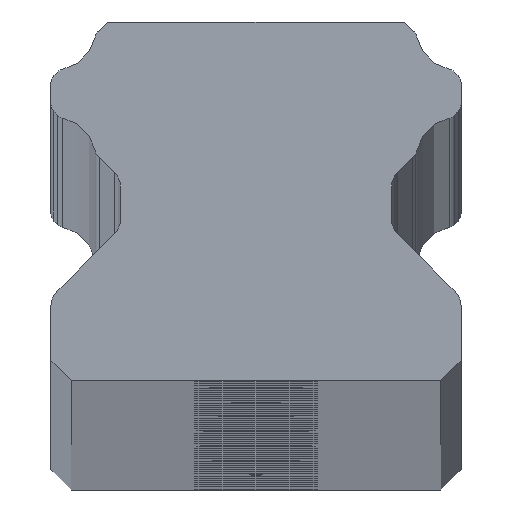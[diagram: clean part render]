
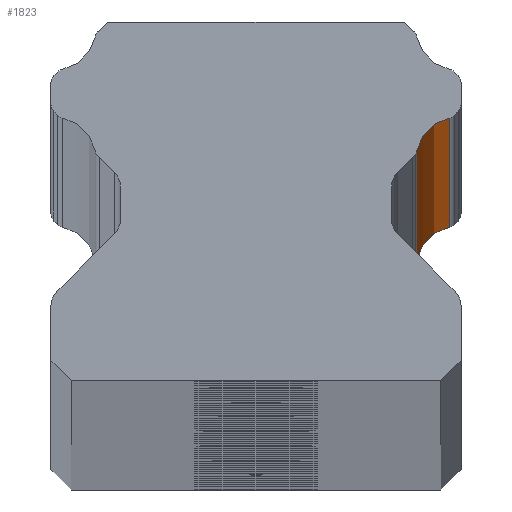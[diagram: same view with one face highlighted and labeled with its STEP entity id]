
A CAD part, top view. The second image highlights one B-rep face of the part: STEP entity #1823.
In plain terms, the highlighted cylindrical face has radius 2 mm (diameter 4 mm), a partial arc.
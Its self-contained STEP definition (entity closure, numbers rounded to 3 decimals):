
#16 = EDGE_LOOP ( 'NONE', ( #3707, #3033, #9269, #5887 ) ) ;
#114 = VERTEX_POINT ( 'NONE', #2260 ) ;
#733 = LINE ( 'NONE', #4332, #2217 ) ;
#1002 = VERTEX_POINT ( 'NONE', #4421 ) ;
#1063 = CYLINDRICAL_SURFACE ( 'NONE', #8196, 2. ) ;
#1362 = EDGE_CURVE ( 'NONE', #3234, #114, #5706, .T. ) ;
#1702 = DIRECTION ( 'NONE',  ( 0., 0., -1. ) ) ;
#1823 = ADVANCED_FACE ( 'NONE', ( #5487 ), #1063, .F. ) ;
#2011 = CARTESIAN_POINT ( 'NONE',  ( 7.847, -2.767, 1525. ) ) ;
#2186 = AXIS2_PLACEMENT_3D ( 'NONE', #4339, #4373, #5105 ) ;
#2217 = VECTOR ( 'NONE', #7979, 1000. ) ;
#2260 = CARTESIAN_POINT ( 'NONE',  ( 9.432, -1.182, -1525. ) ) ;
#2618 = VECTOR ( 'NONE', #8150, 1000. ) ;
#2773 = CIRCLE ( 'NONE', #2186, 2. ) ;
#3033 = ORIENTED_EDGE ( 'NONE', *, *, #1362, .F. ) ;
#3083 = CARTESIAN_POINT ( 'NONE',  ( 9.432, -1.182, 1525. ) ) ;
#3234 = VERTEX_POINT ( 'NONE', #7230 ) ;
#3707 = ORIENTED_EDGE ( 'NONE', *, *, #4781, .T. ) ;
#3921 = AXIS2_PLACEMENT_3D ( 'NONE', #6642, #1702, #7424 ) ;
#4053 = CIRCLE ( 'NONE', #3921, 2. ) ;
#4238 = VERTEX_POINT ( 'NONE', #2011 ) ;
#4332 = CARTESIAN_POINT ( 'NONE',  ( 7.847, -2.767, 1525. ) ) ;
#4339 = CARTESIAN_POINT ( 'NONE',  ( 9.811, -3.146, 1525. ) ) ;
#4373 = DIRECTION ( 'NONE',  ( 0., 0., -1. ) ) ;
#4421 = CARTESIAN_POINT ( 'NONE',  ( 7.847, -2.767, -1525. ) ) ;
#4781 = EDGE_CURVE ( 'NONE', #1002, #114, #4053, .T. ) ;
#5105 = DIRECTION ( 'NONE',  ( -1., 0., 0. ) ) ;
#5487 = FACE_OUTER_BOUND ( 'NONE', #16, .T. ) ;
#5706 = LINE ( 'NONE', #3083, #2618 ) ;
#5809 = DIRECTION ( 'NONE',  ( -1., 0., 0. ) ) ;
#5887 = ORIENTED_EDGE ( 'NONE', *, *, #7156, .T. ) ;
#6642 = CARTESIAN_POINT ( 'NONE',  ( 9.811, -3.146, -1525. ) ) ;
#6824 = EDGE_CURVE ( 'NONE', #4238, #3234, #2773, .T. ) ;
#7156 = EDGE_CURVE ( 'NONE', #4238, #1002, #733, .T. ) ;
#7213 = CARTESIAN_POINT ( 'NONE',  ( 9.811, -3.146, 1525. ) ) ;
#7230 = CARTESIAN_POINT ( 'NONE',  ( 9.432, -1.182, 1525. ) ) ;
#7424 = DIRECTION ( 'NONE',  ( -1., 0., 0. ) ) ;
#7979 = DIRECTION ( 'NONE',  ( 0., 0., -1. ) ) ;
#8150 = DIRECTION ( 'NONE',  ( 0., 0., -1. ) ) ;
#8196 = AXIS2_PLACEMENT_3D ( 'NONE', #7213, #8682, #5809 ) ;
#8682 = DIRECTION ( 'NONE',  ( 0., 0., -1. ) ) ;
#9269 = ORIENTED_EDGE ( 'NONE', *, *, #6824, .F. ) ;
